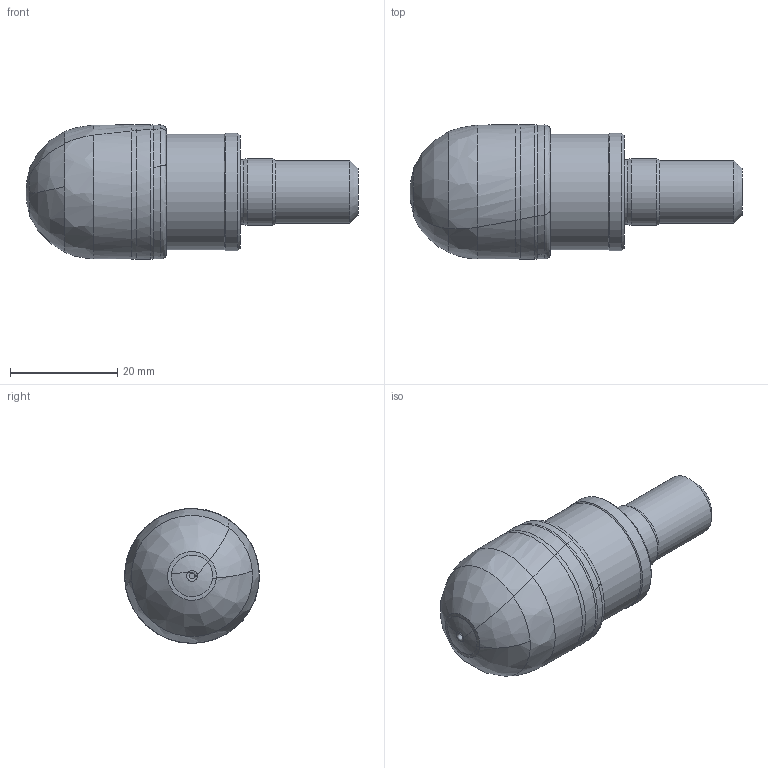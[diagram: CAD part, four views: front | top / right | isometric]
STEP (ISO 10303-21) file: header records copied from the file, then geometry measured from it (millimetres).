
FILE_DESCRIPTION(/* description */ (''),/* implementation_level */ '2;1');
FILE_NAME(/* name */ 'APMR-XP25-D25-M12-L40.stp',/* time_stamp */ '2023-09-29T21:40:55+03:00',/* author */ (''),/* organization */ (''),/* preprocessor_version */ 'ST-DEVELOPER v19.4',/* originating_system */ 'SIEMENS PLM Software NX2306.5001',/* authorisation */ '');
FILE_SCHEMA (('AUTOMOTIVE_DESIGN { 1 0 10303 214 3 1 1 1 }'));
Length unit declared in the file: millimetre
Products named in the file (1): APMR-XP25-D25-M12-L40-LIGHT_x_t_objects
Bounding box: 62 x 25.19 x 25.18 mm (x, y, z)
Volume: 25597.8 mm3; surface area: 6674 mm2
Topology: 2 solids, 2 shells, 49 faces, 102 edges, 56 vertices
Faces by surface type: bspline 32, cone 7, cylinder 4, plane 3, torus 2, sphere 1
Full cylindrical faces by diameter (mm): 11.75 x1, 12.5 x1, 21.6 x1, 22 x1
Entity records: 2232 total; most frequent: CARTESIAN_POINT 1300, DIRECTION 186, ORIENTED_EDGE 176, EDGE_CURVE 88, AXIS2_PLACEMENT_3D 88, EDGE_LOOP 64, VERTEX_POINT 56, CIRCLE 56
